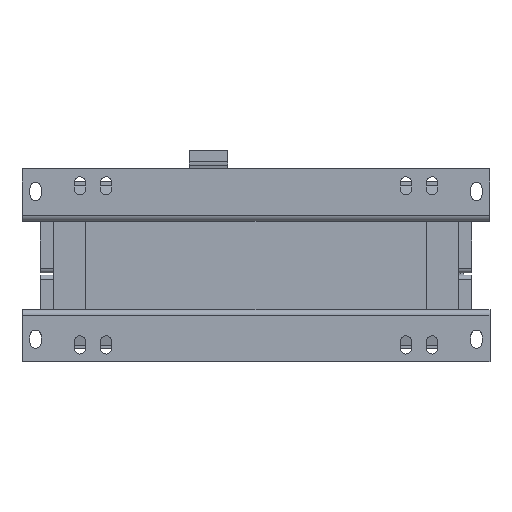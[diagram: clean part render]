
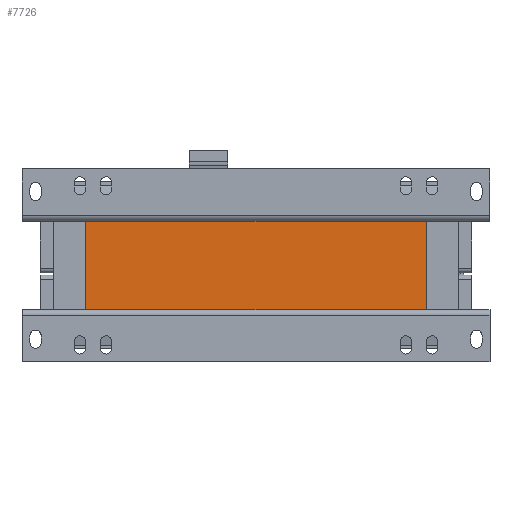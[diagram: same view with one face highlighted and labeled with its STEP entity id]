
A CAD part, front view. The second image highlights one B-rep face of the part: STEP entity #7726.
In plain terms, the highlighted planar face has unit normal (0, -1, 0).
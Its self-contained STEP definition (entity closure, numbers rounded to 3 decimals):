
#213 = VECTOR ( 'NONE', #19746, 1000. ) ;
#957 = DIRECTION ( 'NONE',  ( 0., 0., -1. ) ) ;
#3271 = ORIENTED_EDGE ( 'NONE', *, *, #3632, .F. ) ;
#3632 = EDGE_CURVE ( 'Defeature ausgef�hrt2_557+Defeature ausgef�hrt2_466+Defeature ausgef�hrt2_566+Defeature ausgef�hrt2_565', #12049, #23644, #20489, .T. ) ;
#3851 = CARTESIAN_POINT ( 'NONE',  ( -150., -150.001, -39. ) ) ;
#4559 = CARTESIAN_POINT ( 'NONE',  ( 150., -150.001, 39. ) ) ;
#4639 = VECTOR ( 'NONE', #957, 1000. ) ;
#5030 = ORIENTED_EDGE ( 'NONE', *, *, #10429, .T. ) ;
#5074 = CARTESIAN_POINT ( 'NONE',  ( 150., -150.001, -39. ) ) ;
#5472 = LINE ( 'NONE', #12191, #213 ) ;
#5958 = DIRECTION ( 'NONE',  ( 1., 0., 0. ) ) ;
#6106 = LINE ( 'NONE', #3851, #9313 ) ;
#6982 = CARTESIAN_POINT ( 'NONE',  ( -150., -150.001, 39. ) ) ;
#7614 = CARTESIAN_POINT ( 'NONE',  ( -150., -150.001, 39. ) ) ;
#7726 = ADVANCED_FACE ( 'Defeature ausgef�hrt2_466', ( #23001 ), #10657, .F. ) ;
#8885 = DIRECTION ( 'NONE',  ( 0., 1., 0. ) ) ;
#9313 = VECTOR ( 'NONE', #5958, 1000. ) ;
#10429 = EDGE_CURVE ( 'Defeature ausgef�hrt2_466+Defeature ausgef�hrt2_576+Defeature ausgef�hrt2_467+Defeature ausgef�hrt2_468', #23639, #21064, #6106, .T. ) ;
#10657 = PLANE ( 'NONE',  #12347 ) ;
#10681 = EDGE_CURVE ( 'Defeature ausgef�hrt2_468+Defeature ausgef�hrt2_466+Defeature ausgef�hrt2_565+Defeature ausgef�hrt2_568', #23644, #21064, #23422, .T. ) ;
#10695 = DIRECTION ( 'NONE',  ( 1., 0., 0. ) ) ;
#12049 = VERTEX_POINT ( 'NONE', #7614 ) ;
#12191 = CARTESIAN_POINT ( 'NONE',  ( -150., -150.001, 39. ) ) ;
#12347 = AXIS2_PLACEMENT_3D ( 'NONE', #23843, #8885, #12565 ) ;
#12565 = DIRECTION ( 'NONE',  ( 0., 0., 1. ) ) ;
#15373 = CARTESIAN_POINT ( 'NONE',  ( 150., -150.001, 39. ) ) ;
#15495 = VECTOR ( 'NONE', #10695, 1000. ) ;
#15519 = CARTESIAN_POINT ( 'NONE',  ( -150., -150., -39. ) ) ;
#17089 = EDGE_LOOP ( 'NONE', ( #5030, #20423, #3271, #18039 ) ) ;
#18039 = ORIENTED_EDGE ( 'NONE', *, *, #18441, .T. ) ;
#18441 = EDGE_CURVE ( 'Defeature ausgef�hrt2_466+Defeature ausgef�hrt2_467+Defeature ausgef�hrt2_557+Defeature ausgef�hrt2_576', #12049, #23639, #5472, .T. ) ;
#19746 = DIRECTION ( 'NONE',  ( 0., 0., -1. ) ) ;
#20423 = ORIENTED_EDGE ( 'NONE', *, *, #10681, .F. ) ;
#20489 = LINE ( 'NONE', #6982, #15495 ) ;
#21064 = VERTEX_POINT ( 'NONE', #5074 ) ;
#23001 = FACE_OUTER_BOUND ( 'NONE', #17089, .T. ) ;
#23422 = LINE ( 'NONE', #4559, #4639 ) ;
#23639 = VERTEX_POINT ( 'NONE', #15519 ) ;
#23644 = VERTEX_POINT ( 'NONE', #15373 ) ;
#23843 = CARTESIAN_POINT ( 'NONE',  ( -150., -150.001, 39. ) ) ;
